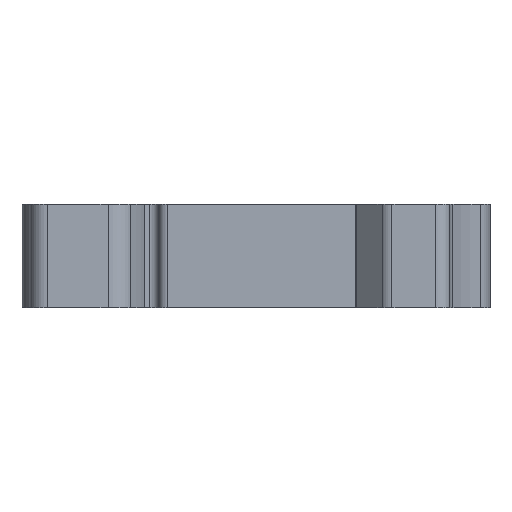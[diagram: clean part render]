
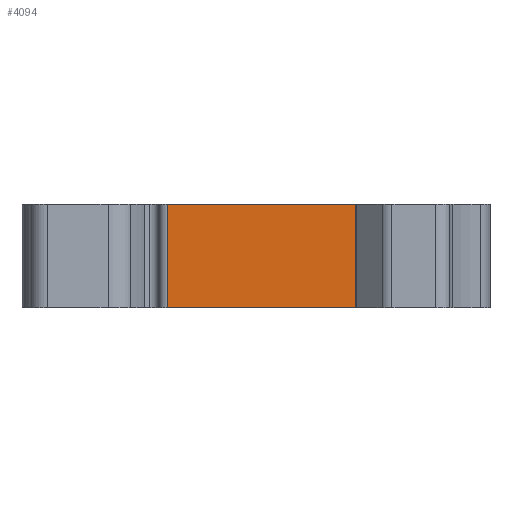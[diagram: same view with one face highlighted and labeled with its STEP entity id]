
A CAD part, front view. The second image highlights one B-rep face of the part: STEP entity #4094.
In plain terms, the highlighted planar face has unit normal (0, -1, 0).
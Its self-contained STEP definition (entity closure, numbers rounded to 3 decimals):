
#184 = VERTEX_POINT ( 'NONE', #4042 ) ;
#221 = DIRECTION ( 'NONE',  ( 0., 1., 0. ) ) ;
#315 = CARTESIAN_POINT ( 'NONE',  ( 6.332, -4.416, 6. ) ) ;
#330 = VERTEX_POINT ( 'NONE', #1994 ) ;
#360 = FACE_OUTER_BOUND ( 'NONE', #3814, .T. ) ;
#375 = EDGE_CURVE ( 'NONE', #330, #1561, #550, .T. ) ;
#386 = DIRECTION ( 'NONE',  ( 0., 0., -1. ) ) ;
#413 = DIRECTION ( 'NONE',  ( 0., 0., -1. ) ) ;
#414 = VECTOR ( 'NONE', #413, 1000. ) ;
#434 = CARTESIAN_POINT ( 'NONE',  ( 6.332, -4.416, 0. ) ) ;
#550 = LINE ( 'NONE', #1412, #2133 ) ;
#638 = AXIS2_PLACEMENT_3D ( 'NONE', #4041, #221, #2449 ) ;
#880 = VECTOR ( 'NONE', #2557, 1000. ) ;
#1067 = ORIENTED_EDGE ( 'NONE', *, *, #3825, .T. ) ;
#1148 = ORIENTED_EDGE ( 'NONE', *, *, #2228, .T. ) ;
#1389 = DIRECTION ( 'NONE',  ( 1., 0., 0. ) ) ;
#1412 = CARTESIAN_POINT ( 'NONE',  ( -5.105, -4.416, 6. ) ) ;
#1561 = VERTEX_POINT ( 'NONE', #315 ) ;
#1712 = LINE ( 'NONE', #1918, #880 ) ;
#1805 = ORIENTED_EDGE ( 'NONE', *, *, #375, .F. ) ;
#1918 = CARTESIAN_POINT ( 'NONE',  ( -5.105, -4.416, 0. ) ) ;
#1994 = CARTESIAN_POINT ( 'NONE',  ( -5.105, -4.416, 6. ) ) ;
#2133 = VECTOR ( 'NONE', #1389, 1000. ) ;
#2228 = EDGE_CURVE ( 'NONE', #184, #3938, #1712, .T. ) ;
#2312 = CARTESIAN_POINT ( 'NONE',  ( 6.332, -4.416, 6. ) ) ;
#2410 = VECTOR ( 'NONE', #386, 1000. ) ;
#2449 = DIRECTION ( 'NONE',  ( -1., 0., 0. ) ) ;
#2491 = ORIENTED_EDGE ( 'NONE', *, *, #3876, .F. ) ;
#2557 = DIRECTION ( 'NONE',  ( 1., 0., 0. ) ) ;
#3578 = CARTESIAN_POINT ( 'NONE',  ( -5.105, -4.416, 6. ) ) ;
#3814 = EDGE_LOOP ( 'NONE', ( #1148, #2491, #1805, #1067 ) ) ;
#3818 = LINE ( 'NONE', #2312, #414 ) ;
#3825 = EDGE_CURVE ( 'NONE', #330, #184, #4024, .T. ) ;
#3876 = EDGE_CURVE ( 'NONE', #1561, #3938, #3818, .T. ) ;
#3938 = VERTEX_POINT ( 'NONE', #434 ) ;
#4024 = LINE ( 'NONE', #3578, #2410 ) ;
#4041 = CARTESIAN_POINT ( 'NONE',  ( -5.105, -4.416, 6. ) ) ;
#4042 = CARTESIAN_POINT ( 'NONE',  ( -5.105, -4.416, 0. ) ) ;
#4059 = PLANE ( 'NONE',  #638 ) ;
#4094 = ADVANCED_FACE ( 'NONE', ( #360 ), #4059, .F. ) ;
